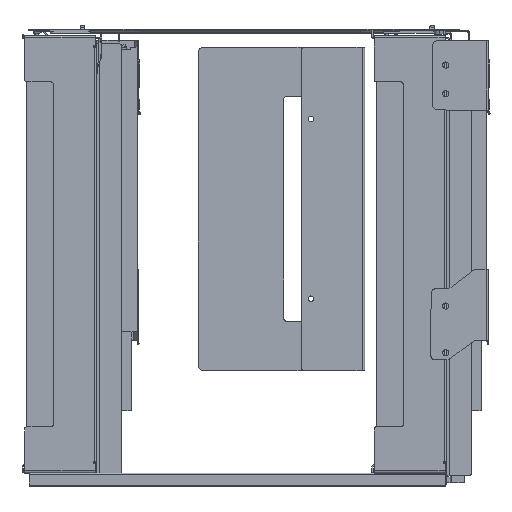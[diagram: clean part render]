
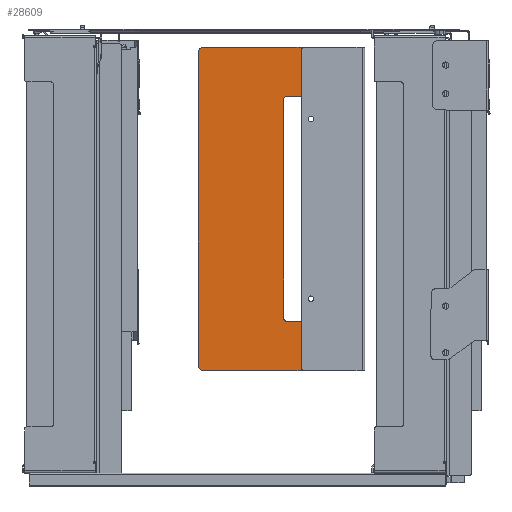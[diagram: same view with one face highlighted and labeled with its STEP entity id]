
A CAD part, left-side view. The second image highlights one B-rep face of the part: STEP entity #28609.
In plain terms, the highlighted planar face has unit normal (-1, 0, 0).
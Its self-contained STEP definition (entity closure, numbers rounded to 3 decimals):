
#322=FACE_BOUND('',#3825,.T.);
#2260=FACE_OUTER_BOUND('',#3824,.T.);
#3824=EDGE_LOOP('',(#25384,#25385,#25386,#25387,#25388,#25389));
#3825=EDGE_LOOP('',(#25390,#25391,#25392,#25393,#25394,#25395,#25396,#25397));
#4791=CIRCLE('',#31031,2.5);
#4792=CIRCLE('',#31034,2.5);
#4793=CIRCLE('',#31037,2.5);
#4794=CIRCLE('',#31040,2.5);
#4799=CIRCLE('',#31048,6.);
#4800=CIRCLE('',#31049,6.);
#7710=LINE('',#49887,#10657);
#7724=LINE('',#49942,#10671);
#7729=LINE('',#49952,#10676);
#7732=LINE('',#49960,#10679);
#7735=LINE('',#49968,#10682);
#7738=LINE('',#49976,#10685);
#7740=LINE('',#49988,#10687);
#7741=LINE('',#49992,#10688);
#10657=VECTOR('',#38708,10.);
#10671=VECTOR('',#38756,10.);
#10676=VECTOR('',#38767,10.);
#10679=VECTOR('',#38776,10.);
#10682=VECTOR('',#38785,10.);
#10685=VECTOR('',#38794,10.);
#10687=VECTOR('',#38814,10.);
#10688=VECTOR('',#38819,10.);
#13253=VERTEX_POINT('',#49884);
#13254=VERTEX_POINT('',#49886);
#13277=VERTEX_POINT('',#49939);
#13278=VERTEX_POINT('',#49941);
#13279=VERTEX_POINT('',#49949);
#13280=VERTEX_POINT('',#49951);
#13281=VERTEX_POINT('',#49955);
#13282=VERTEX_POINT('',#49959);
#13283=VERTEX_POINT('',#49963);
#13284=VERTEX_POINT('',#49967);
#13285=VERTEX_POINT('',#49971);
#13286=VERTEX_POINT('',#49975);
#13287=VERTEX_POINT('',#49987);
#13288=VERTEX_POINT('',#49990);
#17279=EDGE_CURVE('',#13254,#13253,#7710,.T.);
#17306=EDGE_CURVE('',#13277,#13278,#7724,.T.);
#17311=EDGE_CURVE('',#13280,#13279,#7729,.T.);
#17313=EDGE_CURVE('',#13281,#13280,#4791,.T.);
#17315=EDGE_CURVE('',#13282,#13281,#7732,.T.);
#17317=EDGE_CURVE('',#13283,#13282,#4792,.T.);
#17319=EDGE_CURVE('',#13284,#13283,#7735,.T.);
#17321=EDGE_CURVE('',#13285,#13284,#4793,.T.);
#17323=EDGE_CURVE('',#13286,#13285,#7738,.T.);
#17325=EDGE_CURVE('',#13279,#13286,#4794,.T.);
#17330=EDGE_CURVE('',#13253,#13287,#7740,.T.);
#17331=EDGE_CURVE('',#13278,#13287,#4799,.T.);
#17332=EDGE_CURVE('',#13288,#13277,#4800,.T.);
#17333=EDGE_CURVE('',#13254,#13288,#7741,.T.);
#25384=ORIENTED_EDGE('',*,*,#17330,.T.);
#25385=ORIENTED_EDGE('',*,*,#17331,.F.);
#25386=ORIENTED_EDGE('',*,*,#17306,.F.);
#25387=ORIENTED_EDGE('',*,*,#17332,.F.);
#25388=ORIENTED_EDGE('',*,*,#17333,.F.);
#25389=ORIENTED_EDGE('',*,*,#17279,.T.);
#25390=ORIENTED_EDGE('',*,*,#17325,.T.);
#25391=ORIENTED_EDGE('',*,*,#17323,.T.);
#25392=ORIENTED_EDGE('',*,*,#17321,.T.);
#25393=ORIENTED_EDGE('',*,*,#17319,.T.);
#25394=ORIENTED_EDGE('',*,*,#17317,.T.);
#25395=ORIENTED_EDGE('',*,*,#17315,.T.);
#25396=ORIENTED_EDGE('',*,*,#17313,.T.);
#25397=ORIENTED_EDGE('',*,*,#17311,.T.);
#26362=PLANE('',#31047);
#28609=ADVANCED_FACE('',(#2260,#322),#26362,.F.);
#31031=AXIS2_PLACEMENT_3D('',#49956,#38771,#38772);
#31034=AXIS2_PLACEMENT_3D('',#49964,#38780,#38781);
#31037=AXIS2_PLACEMENT_3D('',#49972,#38789,#38790);
#31040=AXIS2_PLACEMENT_3D('',#49979,#38798,#38799);
#31047=AXIS2_PLACEMENT_3D('',#49986,#38812,#38813);
#31048=AXIS2_PLACEMENT_3D('',#49989,#38815,#38816);
#31049=AXIS2_PLACEMENT_3D('',#49991,#38817,#38818);
#38708=DIRECTION('',(0.,0.,1.));
#38756=DIRECTION('',(0.,0.,1.));
#38767=DIRECTION('',(0.,1.,0.));
#38771=DIRECTION('center_axis',(1.,0.,0.));
#38772=DIRECTION('ref_axis',(0.,1.,0.));
#38776=DIRECTION('',(0.,0.,-1.));
#38780=DIRECTION('center_axis',(1.,0.,0.));
#38781=DIRECTION('ref_axis',(0.,0.,
-1.));
#38785=DIRECTION('',(0.,-1.,0.));
#38789=DIRECTION('center_axis',(1.,0.,0.));
#38790=DIRECTION('ref_axis',(0.,-1.,0.));
#38794=DIRECTION('',(0.,0.,1.));
#38798=DIRECTION('center_axis',(1.,0.,0.));
#38799=DIRECTION('ref_axis',(0.,0.,
1.));
#38812=DIRECTION('center_axis',(1.,0.,0.));
#38813=DIRECTION('ref_axis',(0.,1.,0.));
#38814=DIRECTION('',(0.,1.,0.));
#38815=DIRECTION('center_axis',(1.,0.,0.));
#38816=DIRECTION('ref_axis',(0.,0.707,0.707));
#38817=DIRECTION('center_axis',(1.,0.,0.));
#38818=DIRECTION('ref_axis',(0.,0.707,-0.707));
#38819=DIRECTION('',(0.,1.,0.));
#49884=CARTESIAN_POINT('',(-12.5,143.,-20.));
#49886=CARTESIAN_POINT('',(-12.5,143.,-380.));
#49887=CARTESIAN_POINT('',(-12.5,143.,-200.));
#49939=CARTESIAN_POINT('',(-12.5,325.,-374.));
#49941=CARTESIAN_POINT('',(-12.5,325.,-26.));
#49942=CARTESIAN_POINT('',(-12.5,325.,-380.));
#49949=CARTESIAN_POINT('',(-12.5,227.5,-325.));
#49951=CARTESIAN_POINT('',(-12.5,182.5,-325.));
#49952=CARTESIAN_POINT('',(-12.5,183.31,-325.));
#49955=CARTESIAN_POINT('',(-12.5,180.,-322.5));
#49956=CARTESIAN_POINT('Origin',(-12.5,182.5,-322.5));
#49959=CARTESIAN_POINT('',(-12.5,180.,-77.5));
#49960=CARTESIAN_POINT('',(-12.5,180.,-261.25));
#49963=CARTESIAN_POINT('',(-12.5,182.5,-75.));
#49964=CARTESIAN_POINT('Origin',(-12.5,182.5,-77.5));
#49967=CARTESIAN_POINT('',(-12.5,227.5,-75.));
#49968=CARTESIAN_POINT('',(-12.5,160.81,-75.));
#49971=CARTESIAN_POINT('',(-12.5,230.,-77.5));
#49972=CARTESIAN_POINT('Origin',(-12.5,227.5,-77.5));
#49975=CARTESIAN_POINT('',(-12.5,230.,-322.5));
#49976=CARTESIAN_POINT('',(-12.5,230.,-138.75));
#49979=CARTESIAN_POINT('Origin',(-12.5,227.5,-322.5));
#49986=CARTESIAN_POINT('Origin',(-12.5,139.12,-200.));
#49987=CARTESIAN_POINT('',(-12.5,319.,-20.));
#49988=CARTESIAN_POINT('',(-12.5,79.68,-20.));
#49989=CARTESIAN_POINT('Origin',(-12.5,319.,-26.));
#49990=CARTESIAN_POINT('',(-12.5,319.,-380.));
#49991=CARTESIAN_POINT('Origin',(-12.5,319.,-374.));
#49992=CARTESIAN_POINT('',(-12.5,143.,-380.));
